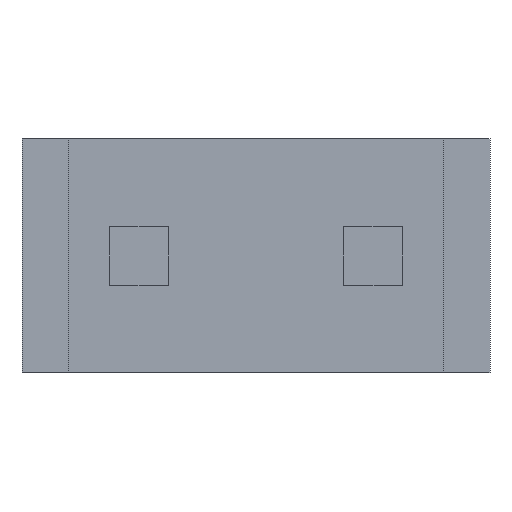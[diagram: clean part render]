
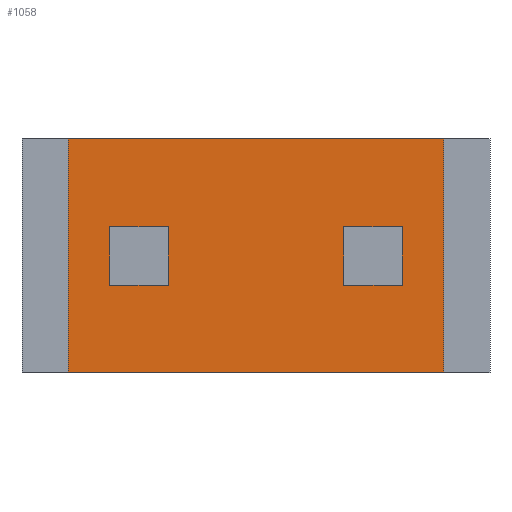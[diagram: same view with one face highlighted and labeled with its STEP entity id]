
A CAD part, front view. The second image highlights one B-rep face of the part: STEP entity #1058.
In plain terms, the highlighted planar face has unit normal (0, -1, 0).
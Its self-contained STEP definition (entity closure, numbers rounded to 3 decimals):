
#3 = VERTEX_POINT ( 'NONE', #247 ) ;
#6 = DIRECTION ( 'NONE',  ( 0., 0., 1. ) ) ;
#8 = EDGE_CURVE ( 'NONE', #1006, #410, #141, .T. ) ;
#9 = VERTEX_POINT ( 'NONE', #1193 ) ;
#12 = VERTEX_POINT ( 'NONE', #186 ) ;
#13 = DIRECTION ( 'NONE',  ( 0., 0., -1. ) ) ;
#20 = VECTOR ( 'NONE', #1048, 1000. ) ;
#51 = ORIENTED_EDGE ( 'NONE', *, *, #330, .T. ) ;
#52 = CARTESIAN_POINT ( 'NONE',  ( -2.04, 0.54, 2.54 ) ) ;
#62 = EDGE_CURVE ( 'NONE', #1344, #319, #381, .T. ) ;
#75 = EDGE_LOOP ( 'NONE', ( #51, #1231, #936, #1010 ) ) ;
#83 = ORIENTED_EDGE ( 'NONE', *, *, #679, .T. ) ;
#131 = FACE_OUTER_BOUND ( 'NONE', #75, .T. ) ;
#141 = LINE ( 'NONE', #562, #1131 ) ;
#151 = CARTESIAN_POINT ( 'NONE',  ( 1.59, 0.54, 0.95 ) ) ;
#152 = DIRECTION ( 'NONE',  ( 0., 0., 1. ) ) ;
#170 = CARTESIAN_POINT ( 'NONE',  ( 1.59, 0.54, 2.54 ) ) ;
#179 = VECTOR ( 'NONE', #344, 1000. ) ;
#186 = CARTESIAN_POINT ( 'NONE',  ( -0.95, 0.54, 0.95 ) ) ;
#218 = ORIENTED_EDGE ( 'NONE', *, *, #62, .T. ) ;
#228 = LINE ( 'NONE', #1057, #20 ) ;
#233 = EDGE_LOOP ( 'NONE', ( #717, #218, #297, #83 ) ) ;
#239 = CARTESIAN_POINT ( 'NONE',  ( -2.04, 0.54, 1.59 ) ) ;
#247 = CARTESIAN_POINT ( 'NONE',  ( 0.95, 0.54, 0.95 ) ) ;
#252 = EDGE_CURVE ( 'NONE', #774, #1006, #451, .T. ) ;
#277 = CARTESIAN_POINT ( 'NONE',  ( -2.04, 0.54, 0.95 ) ) ;
#293 = CARTESIAN_POINT ( 'NONE',  ( -1.59, 0.54, 1.59 ) ) ;
#297 = ORIENTED_EDGE ( 'NONE', *, *, #961, .T. ) ;
#306 = VECTOR ( 'NONE', #13, 1000. ) ;
#319 = VERTEX_POINT ( 'NONE', #293 ) ;
#320 = LINE ( 'NONE', #1281, #1143 ) ;
#325 = VECTOR ( 'NONE', #593, 1000. ) ;
#330 = EDGE_CURVE ( 'NONE', #9, #410, #1222, .T. ) ;
#344 = DIRECTION ( 'NONE',  ( 1., 0., 0. ) ) ;
#380 = DIRECTION ( 'NONE',  ( 0., 0., -1. ) ) ;
#381 = LINE ( 'NONE', #586, #325 ) ;
#410 = VERTEX_POINT ( 'NONE', #536 ) ;
#414 = CARTESIAN_POINT ( 'NONE',  ( -2.04, 0.54, 1.59 ) ) ;
#425 = CARTESIAN_POINT ( 'NONE',  ( 0.95, 0.54, 2.54 ) ) ;
#443 = CARTESIAN_POINT ( 'NONE',  ( -2.04, 0.54, 2.54 ) ) ;
#448 = CARTESIAN_POINT ( 'NONE',  ( -2.04, 0.54, 2.54 ) ) ;
#451 = LINE ( 'NONE', #443, #179 ) ;
#471 = CARTESIAN_POINT ( 'NONE',  ( 0.95, 0.54, 1.59 ) ) ;
#492 = CARTESIAN_POINT ( 'NONE',  ( -2.04, 0.54, 0. ) ) ;
#536 = CARTESIAN_POINT ( 'NONE',  ( 2.04, 0.54, 0. ) ) ;
#545 = ORIENTED_EDGE ( 'NONE', *, *, #1099, .T. ) ;
#554 = PLANE ( 'NONE',  #1182 ) ;
#562 = CARTESIAN_POINT ( 'NONE',  ( 2.04, 0.54, 2.54 ) ) ;
#581 = DIRECTION ( 'NONE',  ( 0., 1., 0. ) ) ;
#586 = CARTESIAN_POINT ( 'NONE',  ( -1.59, 0.54, 2.54 ) ) ;
#593 = DIRECTION ( 'NONE',  ( 0., 0., 1. ) ) ;
#594 = VECTOR ( 'NONE', #6, 1000. ) ;
#597 = VECTOR ( 'NONE', #1008, 1000. ) ;
#647 = EDGE_CURVE ( 'NONE', #774, #9, #1251, .T. ) ;
#657 = FACE_BOUND ( 'NONE', #812, .T. ) ;
#679 = EDGE_CURVE ( 'NONE', #817, #12, #228, .T. ) ;
#683 = LINE ( 'NONE', #277, #597 ) ;
#717 = ORIENTED_EDGE ( 'NONE', *, *, #1073, .T. ) ;
#733 = LINE ( 'NONE', #414, #1311 ) ;
#741 = DIRECTION ( 'NONE',  ( -1., 0., 0. ) ) ;
#765 = LINE ( 'NONE', #239, #880 ) ;
#774 = VERTEX_POINT ( 'NONE', #52 ) ;
#800 = LINE ( 'NONE', #425, #594 ) ;
#812 = EDGE_LOOP ( 'NONE', ( #1040, #1172, #1340, #545 ) ) ;
#817 = VERTEX_POINT ( 'NONE', #1089 ) ;
#839 = VERTEX_POINT ( 'NONE', #471 ) ;
#851 = VECTOR ( 'NONE', #937, 1000. ) ;
#864 = DIRECTION ( 'NONE',  ( 1., 0., 0. ) ) ;
#880 = VECTOR ( 'NONE', #864, 1000. ) ;
#899 = CARTESIAN_POINT ( 'NONE',  ( -2.04, 0.54, 2.54 ) ) ;
#902 = EDGE_CURVE ( 'NONE', #3, #839, #800, .T. ) ;
#936 = ORIENTED_EDGE ( 'NONE', *, *, #252, .F. ) ;
#937 = DIRECTION ( 'NONE',  ( 1., 0., 0. ) ) ;
#961 = EDGE_CURVE ( 'NONE', #319, #817, #765, .T. ) ;
#981 = DIRECTION ( 'NONE',  ( 0., 0., -1. ) ) ;
#1006 = VERTEX_POINT ( 'NONE', #1188 ) ;
#1008 = DIRECTION ( 'NONE',  ( -1., 0., 0. ) ) ;
#1010 = ORIENTED_EDGE ( 'NONE', *, *, #647, .T. ) ;
#1013 = CARTESIAN_POINT ( 'NONE',  ( 1.59, 0.54, 1.59 ) ) ;
#1040 = ORIENTED_EDGE ( 'NONE', *, *, #1296, .T. ) ;
#1048 = DIRECTION ( 'NONE',  ( 0., 0., -1. ) ) ;
#1049 = VECTOR ( 'NONE', #380, 1000. ) ;
#1057 = CARTESIAN_POINT ( 'NONE',  ( -0.95, 0.54, 2.54 ) ) ;
#1058 = ADVANCED_FACE ( 'NONE', ( #657, #1062, #131 ), #554, .F. ) ;
#1062 = FACE_BOUND ( 'NONE', #233, .T. ) ;
#1073 = EDGE_CURVE ( 'NONE', #12, #1344, #683, .T. ) ;
#1089 = CARTESIAN_POINT ( 'NONE',  ( -0.95, 0.54, 1.59 ) ) ;
#1099 = EDGE_CURVE ( 'NONE', #1123, #1305, #1310, .T. ) ;
#1123 = VERTEX_POINT ( 'NONE', #1013 ) ;
#1131 = VECTOR ( 'NONE', #981, 1000. ) ;
#1143 = VECTOR ( 'NONE', #741, 1000. ) ;
#1172 = ORIENTED_EDGE ( 'NONE', *, *, #902, .T. ) ;
#1182 = AXIS2_PLACEMENT_3D ( 'NONE', #899, #581, #152 ) ;
#1183 = EDGE_CURVE ( 'NONE', #839, #1123, #733, .T. ) ;
#1188 = CARTESIAN_POINT ( 'NONE',  ( 2.04, 0.54, 2.54 ) ) ;
#1193 = CARTESIAN_POINT ( 'NONE',  ( -2.04, 0.54, 0. ) ) ;
#1206 = CARTESIAN_POINT ( 'NONE',  ( -1.59, 0.54, 0.95 ) ) ;
#1222 = LINE ( 'NONE', #492, #851 ) ;
#1231 = ORIENTED_EDGE ( 'NONE', *, *, #8, .F. ) ;
#1241 = DIRECTION ( 'NONE',  ( 1., 0., 0. ) ) ;
#1251 = LINE ( 'NONE', #448, #306 ) ;
#1281 = CARTESIAN_POINT ( 'NONE',  ( -2.04, 0.54, 0.95 ) ) ;
#1296 = EDGE_CURVE ( 'NONE', #1305, #3, #320, .T. ) ;
#1305 = VERTEX_POINT ( 'NONE', #151 ) ;
#1310 = LINE ( 'NONE', #170, #1049 ) ;
#1311 = VECTOR ( 'NONE', #1241, 1000. ) ;
#1340 = ORIENTED_EDGE ( 'NONE', *, *, #1183, .T. ) ;
#1344 = VERTEX_POINT ( 'NONE', #1206 ) ;
